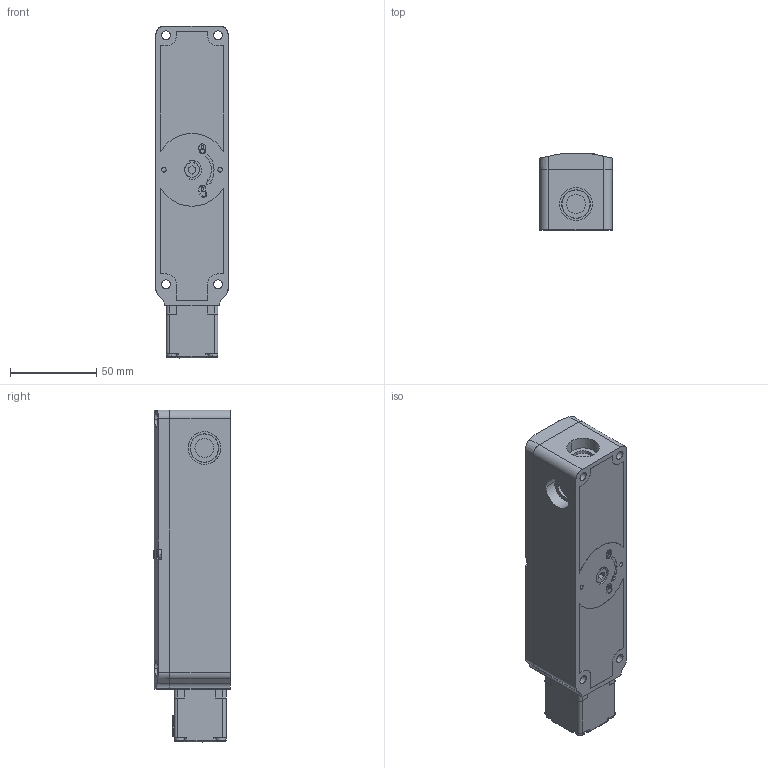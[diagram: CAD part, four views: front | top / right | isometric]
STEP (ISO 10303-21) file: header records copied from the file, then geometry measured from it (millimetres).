
FILE_DESCRIPTION((''),'2;1');
FILE_NAME('220720_ASM','2020-11-23T13:17:47',('PDMAdmin'),('BANNER ENGINEERING'),'CREO PARAMETRIC BY PTC INC, 2019292','CREO PARAMETRIC BY PTC INC, 2019292','');
FILE_SCHEMA(('CONFIG_CONTROL_DESIGN'));
Products named in the file (5): SLC_GEH_M20_R4_1; SLC_DEC_1; SLC_HAUBE_1; SLC_M20_R4_ASM_1_ASM; 220720_ASM
Assembly tree (4 placements, depth 3):
  220720_ASM
    SLC_M20_R4_ASM_1_ASM
      SLC_GEH_M20_R4_1
      SLC_DEC_1
      SLC_HAUBE_1
Bounding box: 42 x 44.35 x 192 mm (x, y, z)
Volume: 305260 mm3; surface area: 55588.4 mm2
Topology: 3 solids, 7 shells, 1238 faces, 3477 edges, 2279 vertices
Faces by surface type: extrusion 432, plane 338, cylinder 289, torus 64, bspline 52, sphere 32, cone 31
Entity records: 54196 total; most frequent: CARTESIAN_POINT 23920, ORIENTED_EDGE 6898, DIRECTION 5104, EDGE_CURVE 3449, VERTEX_POINT 2279, VECTOR 1876, AXIS2_PLACEMENT_3D 1614, B_SPLINE_CURVE_WITH_KNOTS 1589
